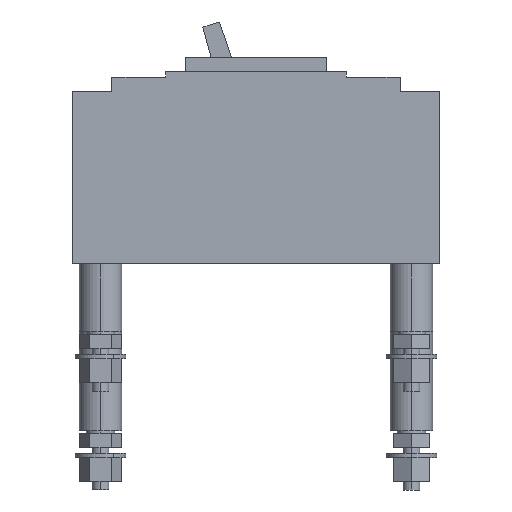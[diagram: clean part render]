
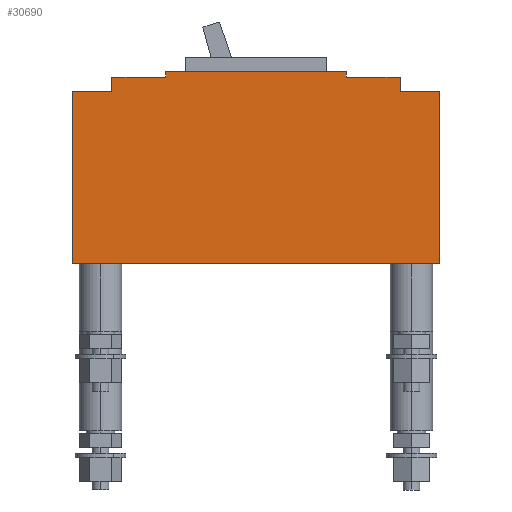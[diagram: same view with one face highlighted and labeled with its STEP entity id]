
A CAD part, left-side view. The second image highlights one B-rep face of the part: STEP entity #30690.
In plain terms, the highlighted planar face has unit normal (-1, 0, 0).
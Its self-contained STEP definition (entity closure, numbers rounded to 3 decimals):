
#21840=CARTESIAN_POINT('',(42.5,382.,-7.));
#21850=VERTEX_POINT('',#21840);
#21880=CARTESIAN_POINT('',(42.5,0.,-7.));
#21890=DIRECTION('',(0.,1.,0.));
#21900=VECTOR('',#21890,1.);
#21910=LINE('',#21880,#21900);
#21920=CARTESIAN_POINT('',(42.5,401.,-7.));
#21930=VERTEX_POINT('',#21920);
#21940=EDGE_CURVE('',#21850,#21930,#21910,.T.);
#22500=CARTESIAN_POINT('',(42.5,382.,0.));
#22510=DIRECTION('',(0.,0.,-1.));
#22520=VECTOR('',#22510,1.);
#22530=LINE('',#22500,#22520);
#22540=CARTESIAN_POINT('',(42.5,382.,-5.));
#22550=VERTEX_POINT('',#22540);
#22560=EDGE_CURVE('',#22550,#21850,#22530,.T.);
#22780=CARTESIAN_POINT('',(42.5,318.,-5.));
#22790=VERTEX_POINT('',#22780);
#22870=CARTESIAN_POINT('',(42.5,318.,-7.));
#22880=VERTEX_POINT('',#22870);
#22910=CARTESIAN_POINT('',(42.5,318.,0.));
#22920=DIRECTION('',(0.,0.,1.));
#22930=VECTOR('',#22920,1.);
#22940=LINE('',#22910,#22930);
#22950=EDGE_CURVE('',#22880,#22790,#22940,.T.);
#23050=CARTESIAN_POINT('',(42.5,0.,-7.));
#23060=DIRECTION('',(0.,1.,0.));
#23070=VECTOR('',#23060,1.);
#23080=LINE('',#23050,#23070);
#23090=CARTESIAN_POINT('',(42.5,299.,-7.));
#23100=VERTEX_POINT('',#23090);
#23110=EDGE_CURVE('',#23100,#22880,#23080,.T.);
#29980=CARTESIAN_POINT('',(42.5,415.,0.));
#29990=DIRECTION('',(1.,-0.,0.));
#30000=DIRECTION('',(0.,0.,-1.));
#30010=AXIS2_PLACEMENT_3D('',#29980,#29990,#30000);
#30020=PLANE('',#30010);
#30030=CARTESIAN_POINT('',(42.5,285.,0.));
#30040=DIRECTION('',(0.,0.,-1.));
#30050=VECTOR('',#30040,1.);
#30060=LINE('',#30030,#30050);
#30070=CARTESIAN_POINT('',(42.5,285.,-12.));
#30080=VERTEX_POINT('',#30070);
#30090=CARTESIAN_POINT('',(42.5,285.,-73.));
#30100=VERTEX_POINT('',#30090);
#30110=EDGE_CURVE('',#30080,#30100,#30060,.T.);
#30120=ORIENTED_EDGE('',*,*,#30110,.F.);
#30130=CARTESIAN_POINT('',(42.5,0.,-73.));
#30140=DIRECTION('',(0.,1.,0.));
#30150=VECTOR('',#30140,1.);
#30160=LINE('',#30130,#30150);
#30170=CARTESIAN_POINT('',(42.5,415.,-73.));
#30180=VERTEX_POINT('',#30170);
#30190=EDGE_CURVE('',#30100,#30180,#30160,.T.);
#30200=ORIENTED_EDGE('',*,*,#30190,.F.);
#30210=CARTESIAN_POINT('',(42.5,415.,0.));
#30220=DIRECTION('',(0.,0.,1.));
#30230=VECTOR('',#30220,1.);
#30240=LINE('',#30210,#30230);
#30250=CARTESIAN_POINT('',(42.5,415.,-12.));
#30260=VERTEX_POINT('',#30250);
#30270=EDGE_CURVE('',#30180,#30260,#30240,.T.);
#30280=ORIENTED_EDGE('',*,*,#30270,.F.);
#30290=CARTESIAN_POINT('',(42.5,0.,-12.));
#30300=DIRECTION('',(0.,-1.,0.));
#30310=VECTOR('',#30300,1.);
#30320=LINE('',#30290,#30310);
#30330=CARTESIAN_POINT('',(42.5,401.,-12.));
#30340=VERTEX_POINT('',#30330);
#30350=EDGE_CURVE('',#30260,#30340,#30320,.T.);
#30360=ORIENTED_EDGE('',*,*,#30350,.F.);
#30370=CARTESIAN_POINT('',(42.5,401.,0.));
#30380=DIRECTION('',(0.,0.,1.));
#30390=VECTOR('',#30380,1.);
#30400=LINE('',#30370,#30390);
#30410=EDGE_CURVE('',#30340,#21930,#30400,.T.);
#30420=ORIENTED_EDGE('',*,*,#30410,.F.);
#30430=ORIENTED_EDGE('',*,*,#21940,.T.);
#30440=ORIENTED_EDGE('',*,*,#22560,.T.);
#30450=CARTESIAN_POINT('',(42.5,0.,-5.));
#30460=DIRECTION('',(0.,1.,0.));
#30470=VECTOR('',#30460,1.);
#30480=LINE('',#30450,#30470);
#30490=EDGE_CURVE('',#22790,#22550,#30480,.T.);
#30500=ORIENTED_EDGE('',*,*,#30490,.T.);
#30510=ORIENTED_EDGE('',*,*,#22950,.T.);
#30520=ORIENTED_EDGE('',*,*,#23110,.T.);
#30530=CARTESIAN_POINT('',(42.5,299.,0.));
#30540=DIRECTION('',(0.,0.,-1.));
#30550=VECTOR('',#30540,1.);
#30560=LINE('',#30530,#30550);
#30570=CARTESIAN_POINT('',(42.5,299.,-12.));
#30580=VERTEX_POINT('',#30570);
#30590=EDGE_CURVE('',#23100,#30580,#30560,.T.);
#30600=ORIENTED_EDGE('',*,*,#30590,.F.);
#30610=CARTESIAN_POINT('',(42.5,0.,-12.));
#30620=DIRECTION('',(0.,-1.,0.));
#30630=VECTOR('',#30620,1.);
#30640=LINE('',#30610,#30630);
#30650=EDGE_CURVE('',#30580,#30080,#30640,.T.);
#30660=ORIENTED_EDGE('',*,*,#30650,.F.);
#30670=EDGE_LOOP('',(#30660,#30600,#30520,#30510,#30500,#30440,#30430,
#30420,#30360,#30280,#30200,#30120));
#30680=FACE_OUTER_BOUND('',#30670,.T.);
#30690=ADVANCED_FACE('',(#30680),#30020,.F.);
